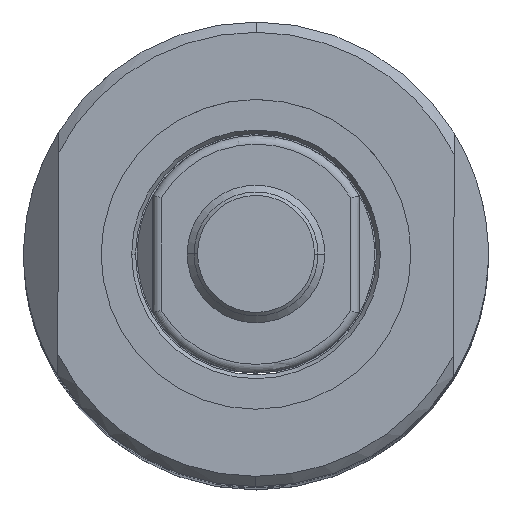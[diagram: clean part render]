
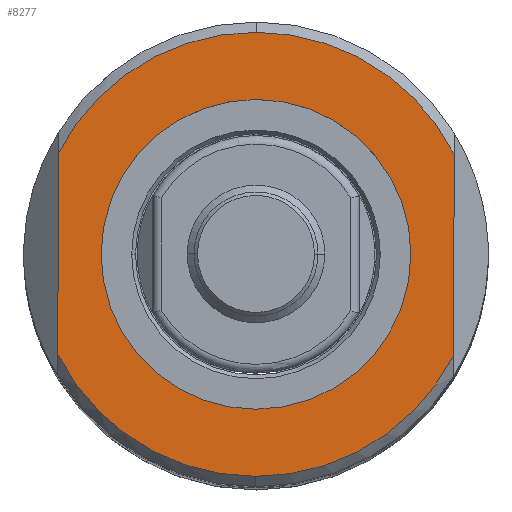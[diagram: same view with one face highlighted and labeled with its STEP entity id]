
A CAD part, top view. The second image highlights one B-rep face of the part: STEP entity #8277.
In plain terms, the highlighted planar face has unit normal (0, 0, 1).
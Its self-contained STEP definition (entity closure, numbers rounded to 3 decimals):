
#7463=CARTESIAN_POINT('',(0.,0.,29.8));
#7464=DIRECTION('',(0.,0.,-1.));
#7465=DIRECTION('',(-1.,0.,0.));
#7466=AXIS2_PLACEMENT_3D('',#7463,#7464,#7465);
#7471=CARTESIAN_POINT('',(0.,0.,29.8));
#7472=DIRECTION('',(0.,0.,-1.));
#7473=DIRECTION('',(1.,0.,0.));
#7474=AXIS2_PLACEMENT_3D('',#7471,#7472,#7473);
#7479=DIRECTION('',(1.,0.,0.));
#7480=VECTOR('',#7479,11.689);
#7481=CARTESIAN_POINT('',(-5.845,11.5,29.8));
#7482=LINE('',#7481,#7480);
#7486=DIRECTION('',(1.,0.,0.));
#7487=VECTOR('',#7486,11.689);
#7488=CARTESIAN_POINT('',(-5.845,-11.5,29.8));
#7489=LINE('',#7488,#7487);
#7930=CARTESIAN_POINT('',(0.,0.,29.8));
#7931=DIRECTION('',(0.,0.,1.));
#7932=DIRECTION('',(-0.453,0.891,0.));
#7933=AXIS2_PLACEMENT_3D('',#7930,#7931,#7932);
#7963=CARTESIAN_POINT('',(0.,0.,29.8));
#7964=DIRECTION('',(0.,0.,1.));
#7965=DIRECTION('',(-1.,0.,0.));
#7966=AXIS2_PLACEMENT_3D('',#7963,#7964,#7965);
#7989=CARTESIAN_POINT('',(0.,0.,29.8));
#7990=DIRECTION('',(0.,0.,1.));
#7991=DIRECTION('',(1.,0.,0.));
#7992=AXIS2_PLACEMENT_3D('',#7989,#7990,#7991);
#8022=CARTESIAN_POINT('',(0.,0.,29.8));
#8023=DIRECTION('',(0.,0.,1.));
#8024=DIRECTION('',(0.453,-0.891,0.));
#8025=AXIS2_PLACEMENT_3D('',#8022,#8023,#8024);
#8090=CARTESIAN_POINT('',(-9.,0.,29.8));
#8091=CARTESIAN_POINT('',(9.,0.,29.8));
#8092=VERTEX_POINT('',#8090);
#8093=VERTEX_POINT('',#8091);
#8100=CARTESIAN_POINT('',(5.845,-11.5,29.8));
#8101=CARTESIAN_POINT('',(12.9,0.,29.8));
#8102=VERTEX_POINT('',#8100);
#8103=VERTEX_POINT('',#8101);
#8108=CARTESIAN_POINT('',(5.845,11.5,29.8));
#8109=VERTEX_POINT('',#8108);
#8112=CARTESIAN_POINT('',(-12.9,0.,29.8));
#8113=CARTESIAN_POINT('',(-5.845,-11.5,29.8));
#8114=VERTEX_POINT('',#8112);
#8115=VERTEX_POINT('',#8113);
#8120=CARTESIAN_POINT('',(-5.845,11.5,29.8));
#8121=VERTEX_POINT('',#8120);
#8253=CARTESIAN_POINT('',(0.,0.,29.8));
#8254=DIRECTION('',(0.,0.,1.));
#8255=DIRECTION('',(1.,0.,0.));
#8256=AXIS2_PLACEMENT_3D('',#8253,#8254,#8255);
#8257=PLANE('',#8256);
#8259=ORIENTED_EDGE('',*,*,#8258,.T.);
#8261=ORIENTED_EDGE('',*,*,#8260,.F.);
#8263=ORIENTED_EDGE('',*,*,#8262,.F.);
#8264=ORIENTED_EDGE('',*,*,#8241,.F.);
#8266=ORIENTED_EDGE('',*,*,#8265,.F.);
#8268=ORIENTED_EDGE('',*,*,#8267,.F.);
#8269=EDGE_LOOP('',(#8259,#8261,#8263,#8264,#8266,#8268));
#8270=FACE_OUTER_BOUND('',#8269,.F.);
#8272=ORIENTED_EDGE('',*,*,#8271,.F.);
#8274=ORIENTED_EDGE('',*,*,#8273,.F.);
#8275=EDGE_LOOP('',(#8272,#8274));
#8276=FACE_BOUND('',#8275,.F.);
#8277=ADVANCED_FACE('',(#8270,#8276),#8257,.T.);
#7467=CIRCLE('',#7466,9.);
#7475=CIRCLE('',#7474,9.);
#7934=CIRCLE('',#7933,12.9);
#7967=CIRCLE('',#7966,12.9);
#7993=CIRCLE('',#7992,12.9);
#8026=CIRCLE('',#8025,12.9);
#8241=EDGE_CURVE('',#8115,#8102,#7489,.T.);
#8258=EDGE_CURVE('',#8121,#8109,#7482,.T.);
#8260=EDGE_CURVE('',#8103,#8109,#7993,.T.);
#8262=EDGE_CURVE('',#8102,#8103,#8026,.T.);
#8265=EDGE_CURVE('',#8114,#8115,#7967,.T.);
#8267=EDGE_CURVE('',#8121,#8114,#7934,.T.);
#8271=EDGE_CURVE('',#8092,#8093,#7467,.T.);
#8273=EDGE_CURVE('',#8093,#8092,#7475,.T.);
